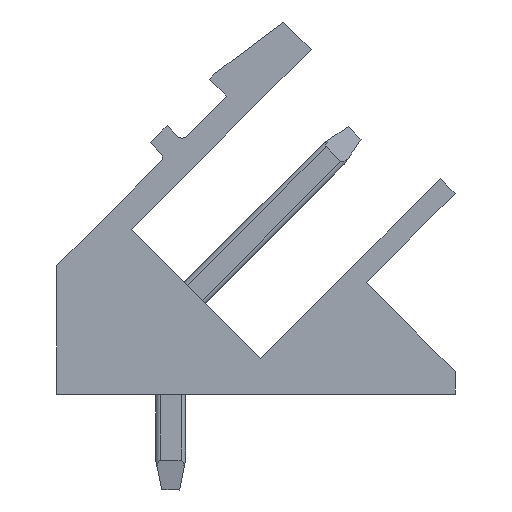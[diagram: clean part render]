
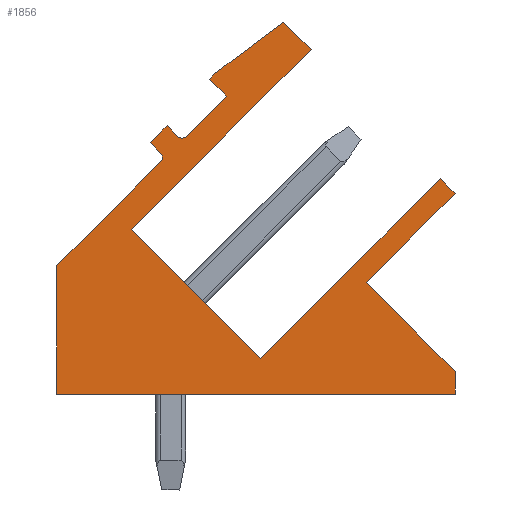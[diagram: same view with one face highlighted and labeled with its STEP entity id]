
A CAD part, left-side view. The second image highlights one B-rep face of the part: STEP entity #1856.
In plain terms, the highlighted planar face has unit normal (-1, 0, 0).
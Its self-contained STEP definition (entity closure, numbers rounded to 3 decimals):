
#903=AXIS2_PLACEMENT_3D('Circle Axis2P3D',#901,#902,$) ;
#1027=AXIS2_PLACEMENT_3D('Circle Axis2P3D',#1025,#1026,$) ;
#1832=AXIS2_PLACEMENT_3D('Plane Axis2P3D',#1829,#1830,#1831) ;
#49=CARTESIAN_POINT('Vertex',(0.,6.505,4.385)) ;
#52=CARTESIAN_POINT('Line Origine',(0.,3.5,7.39)) ;
#56=CARTESIAN_POINT('Vertex',(0.,0.495,10.395)) ;
#87=CARTESIAN_POINT('Vertex',(0.,10.819,8.698)) ;
#90=CARTESIAN_POINT('Line Origine',(0.,8.662,6.541)) ;
#712=CARTESIAN_POINT('Vertex',(0.,4.808,14.708)) ;
#715=CARTESIAN_POINT('Line Origine',(0.,7.814,11.703)) ;
#743=CARTESIAN_POINT('Vertex',(0.,5.728,15.628)) ;
#746=CARTESIAN_POINT('Line Origine',(0.,5.268,15.168)) ;
#774=CARTESIAN_POINT('Vertex',(0.,7.99,13.931)) ;
#777=CARTESIAN_POINT('Line Origine',(0.,6.859,14.779)) ;
#805=CARTESIAN_POINT('Vertex',(0.,8.202,13.718)) ;
#808=CARTESIAN_POINT('Line Origine',(0.,8.096,13.824)) ;
#836=CARTESIAN_POINT('Vertex',(0.,7.637,13.153)) ;
#839=CARTESIAN_POINT('Line Origine',(0.,7.92,13.436)) ;
#867=CARTESIAN_POINT('Vertex',(0.,8.98,11.809)) ;
#870=CARTESIAN_POINT('Line Origine',(0.,8.309,12.481)) ;
#898=CARTESIAN_POINT('Vertex',(0.,9.263,11.809)) ;
#901=CARTESIAN_POINT('Axis2P3D Location',(0.,9.122,11.951)) ;
#929=CARTESIAN_POINT('Vertex',(0.,9.617,12.163)) ;
#932=CARTESIAN_POINT('Line Origine',(0.,9.44,11.986)) ;
#960=CARTESIAN_POINT('Vertex',(0.,10.182,11.597)) ;
#963=CARTESIAN_POINT('Line Origine',(0.,9.899,11.88)) ;
#991=CARTESIAN_POINT('Vertex',(0.,9.829,11.244)) ;
#994=CARTESIAN_POINT('Line Origine',(0.,10.006,11.42)) ;
#1022=CARTESIAN_POINT('Vertex',(0.,9.829,10.961)) ;
#1025=CARTESIAN_POINT('Axis2P3D Location',(0.,9.97,11.102)) ;
#1048=CARTESIAN_POINT('Vertex',(0.,13.3,7.489)) ;
#1051=CARTESIAN_POINT('Line Origine',(0.,11.564,9.225)) ;
#1079=CARTESIAN_POINT('Vertex',(0.,13.3,3.2)) ;
#1082=CARTESIAN_POINT('Line Origine',(0.,13.3,5.345)) ;
#1110=CARTESIAN_POINT('Vertex',(0.,0.,3.2)) ;
#1113=CARTESIAN_POINT('Line Origine',(0.,6.65,3.2)) ;
#1735=CARTESIAN_POINT('Vertex',(0.,0.,3.96)) ;
#1738=CARTESIAN_POINT('Line Origine',(0.,0.,3.58)) ;
#1766=CARTESIAN_POINT('Vertex',(0.,2.97,6.93)) ;
#1769=CARTESIAN_POINT('Line Origine',(0.,1.485,5.445)) ;
#1797=CARTESIAN_POINT('Vertex',(0.,0.,9.9)) ;
#1800=CARTESIAN_POINT('Line Origine',(0.,1.485,8.415)) ;
#1817=CARTESIAN_POINT('Line Origine',(0.,0.247,10.147)) ;
#1829=CARTESIAN_POINT('Axis2P3D Location',(0.,0.,0.)) ;
#53=DIRECTION('Vector Direction',(0.,0.707,-0.707)) ;
#91=DIRECTION('Vector Direction',(0.,-0.707,-0.707)) ;
#716=DIRECTION('Vector Direction',(0.,-0.707,0.707)) ;
#747=DIRECTION('Vector Direction',(0.,-0.707,-0.707)) ;
#778=DIRECTION('Vector Direction',(0.,-0.8,0.6)) ;
#809=DIRECTION('Vector Direction',(0.,-0.707,0.707)) ;
#840=DIRECTION('Vector Direction',(0.,0.707,0.707)) ;
#871=DIRECTION('Vector Direction',(0.,-0.707,0.707)) ;
#902=DIRECTION('Axis2P3D Direction',(-1.,0.,0.)) ;
#933=DIRECTION('Vector Direction',(0.,-0.707,-0.707)) ;
#964=DIRECTION('Vector Direction',(0.,-0.707,0.707)) ;
#995=DIRECTION('Vector Direction',(0.,0.707,0.707)) ;
#1026=DIRECTION('Axis2P3D Direction',(-1.,0.,0.)) ;
#1052=DIRECTION('Vector Direction',(0.,-0.707,0.707)) ;
#1083=DIRECTION('Vector Direction',(0.,0.,1.)) ;
#1114=DIRECTION('Vector Direction',(0.,1.,0.)) ;
#1739=DIRECTION('Vector Direction',(0.,0.,-1.)) ;
#1770=DIRECTION('Vector Direction',(0.,-0.707,-0.707)) ;
#1801=DIRECTION('Vector Direction',(0.,0.707,-0.707)) ;
#1818=DIRECTION('Vector Direction',(0.,-0.707,-0.707)) ;
#1830=DIRECTION('Axis2P3D Direction',(-1.,0.,0.)) ;
#1831=DIRECTION('Axis2P3D XDirection',(0.,0.,1.)) ;
#54=VECTOR('Line Direction',#53,1.) ;
#92=VECTOR('Line Direction',#91,1.) ;
#717=VECTOR('Line Direction',#716,1.) ;
#748=VECTOR('Line Direction',#747,1.) ;
#779=VECTOR('Line Direction',#778,1.) ;
#810=VECTOR('Line Direction',#809,1.) ;
#841=VECTOR('Line Direction',#840,1.) ;
#872=VECTOR('Line Direction',#871,1.) ;
#934=VECTOR('Line Direction',#933,1.) ;
#965=VECTOR('Line Direction',#964,1.) ;
#996=VECTOR('Line Direction',#995,1.) ;
#1053=VECTOR('Line Direction',#1052,1.) ;
#1084=VECTOR('Line Direction',#1083,1.) ;
#1115=VECTOR('Line Direction',#1114,1.) ;
#1740=VECTOR('Line Direction',#1739,1.) ;
#1771=VECTOR('Line Direction',#1770,1.) ;
#1802=VECTOR('Line Direction',#1801,1.) ;
#1819=VECTOR('Line Direction',#1818,1.) ;
#1835=ORIENTED_EDGE('',*,*,#58,.T.) ;
#1836=ORIENTED_EDGE('',*,*,#94,.T.) ;
#1837=ORIENTED_EDGE('',*,*,#719,.T.) ;
#1838=ORIENTED_EDGE('',*,*,#750,.T.) ;
#1839=ORIENTED_EDGE('',*,*,#781,.T.) ;
#1840=ORIENTED_EDGE('',*,*,#812,.T.) ;
#1841=ORIENTED_EDGE('',*,*,#843,.T.) ;
#1842=ORIENTED_EDGE('',*,*,#874,.T.) ;
#1843=ORIENTED_EDGE('',*,*,#905,.T.) ;
#1844=ORIENTED_EDGE('',*,*,#936,.T.) ;
#1845=ORIENTED_EDGE('',*,*,#967,.T.) ;
#1846=ORIENTED_EDGE('',*,*,#998,.T.) ;
#1847=ORIENTED_EDGE('',*,*,#1029,.T.) ;
#1848=ORIENTED_EDGE('',*,*,#1055,.T.) ;
#1849=ORIENTED_EDGE('',*,*,#1086,.T.) ;
#1850=ORIENTED_EDGE('',*,*,#1117,.T.) ;
#1851=ORIENTED_EDGE('',*,*,#1742,.T.) ;
#1852=ORIENTED_EDGE('',*,*,#1773,.T.) ;
#1853=ORIENTED_EDGE('',*,*,#1804,.T.) ;
#1854=ORIENTED_EDGE('',*,*,#1821,.T.) ;
#1856=ADVANCED_FACE('Housing',(#1855),#1833,.T.) ;
#904=CIRCLE('generated circle',#903,0.2) ;
#1028=CIRCLE('generated circle',#1027,0.2) ;
#58=EDGE_CURVE('',#57,#50,#55,.T.) ;
#94=EDGE_CURVE('',#50,#88,#93,.F.) ;
#719=EDGE_CURVE('',#88,#713,#718,.T.) ;
#750=EDGE_CURVE('',#713,#744,#749,.F.) ;
#781=EDGE_CURVE('',#744,#775,#780,.F.) ;
#812=EDGE_CURVE('',#775,#806,#811,.F.) ;
#843=EDGE_CURVE('',#806,#837,#842,.F.) ;
#874=EDGE_CURVE('',#837,#868,#873,.F.) ;
#905=EDGE_CURVE('',#868,#899,#904,.F.) ;
#936=EDGE_CURVE('',#899,#930,#935,.F.) ;
#967=EDGE_CURVE('',#930,#961,#966,.F.) ;
#998=EDGE_CURVE('',#961,#992,#997,.F.) ;
#1029=EDGE_CURVE('',#992,#1023,#1028,.F.) ;
#1055=EDGE_CURVE('',#1023,#1049,#1054,.F.) ;
#1086=EDGE_CURVE('',#1049,#1080,#1085,.F.) ;
#1117=EDGE_CURVE('',#1080,#1111,#1116,.F.) ;
#1742=EDGE_CURVE('',#1111,#1736,#1741,.F.) ;
#1773=EDGE_CURVE('',#1736,#1767,#1772,.F.) ;
#1804=EDGE_CURVE('',#1767,#1798,#1803,.F.) ;
#1821=EDGE_CURVE('',#1798,#57,#1820,.F.) ;
#1834=EDGE_LOOP('',(#1835,#1836,#1837,#1838,#1839,#1840,#1841,#1842,#1843,#1844,#1845,#1846,#1847,#1848,#1849,#1850,#1851,#1852,#1853,#1854)) ;
#1855=FACE_OUTER_BOUND('',#1834,.T.) ;
#55=LINE('Line',#52,#54) ;
#93=LINE('Line',#90,#92) ;
#718=LINE('Line',#715,#717) ;
#749=LINE('Line',#746,#748) ;
#780=LINE('Line',#777,#779) ;
#811=LINE('Line',#808,#810) ;
#842=LINE('Line',#839,#841) ;
#873=LINE('Line',#870,#872) ;
#935=LINE('Line',#932,#934) ;
#966=LINE('Line',#963,#965) ;
#997=LINE('Line',#994,#996) ;
#1054=LINE('Line',#1051,#1053) ;
#1085=LINE('Line',#1082,#1084) ;
#1116=LINE('Line',#1113,#1115) ;
#1741=LINE('Line',#1738,#1740) ;
#1772=LINE('Line',#1769,#1771) ;
#1803=LINE('Line',#1800,#1802) ;
#1820=LINE('Line',#1817,#1819) ;
#1833=PLANE('',#1832) ;
#50=VERTEX_POINT('',#49) ;
#57=VERTEX_POINT('',#56) ;
#88=VERTEX_POINT('',#87) ;
#713=VERTEX_POINT('',#712) ;
#744=VERTEX_POINT('',#743) ;
#775=VERTEX_POINT('',#774) ;
#806=VERTEX_POINT('',#805) ;
#837=VERTEX_POINT('',#836) ;
#868=VERTEX_POINT('',#867) ;
#899=VERTEX_POINT('',#898) ;
#930=VERTEX_POINT('',#929) ;
#961=VERTEX_POINT('',#960) ;
#992=VERTEX_POINT('',#991) ;
#1023=VERTEX_POINT('',#1022) ;
#1049=VERTEX_POINT('',#1048) ;
#1080=VERTEX_POINT('',#1079) ;
#1111=VERTEX_POINT('',#1110) ;
#1736=VERTEX_POINT('',#1735) ;
#1767=VERTEX_POINT('',#1766) ;
#1798=VERTEX_POINT('',#1797) ;
